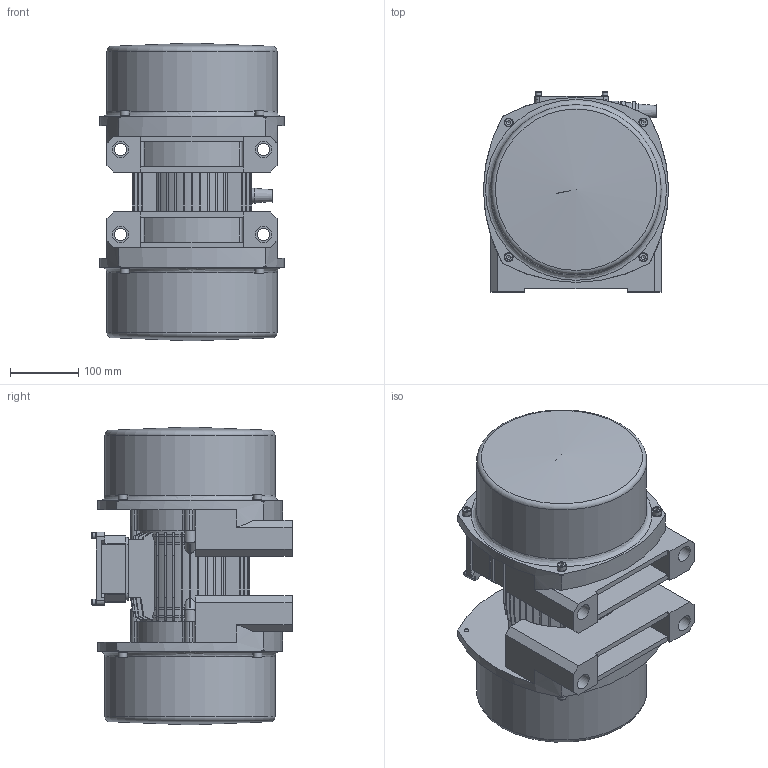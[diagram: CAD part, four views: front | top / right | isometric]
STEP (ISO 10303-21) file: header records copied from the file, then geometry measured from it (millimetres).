
FILE_DESCRIPTION((''),'2;1');
FILE_NAME('A52_L_438.stp','2020-07-22T13:09:31',('Doris'),(''),'Autodesk Inventor 2008','Autodesk Inventor 2008','');
FILE_SCHEMA(('AUTOMOTIVE_DESIGN { 1 0 10303 214 1 1 1 1 }'));
Length unit declared in the file: millimetre
Products named in the file (1): A52_L_438
Bounding box: 272 x 294.1 x 437.6 mm (x, y, z)
Volume: 7185070.8 mm3; surface area: 1605644.2 mm2
Topology: 32 solids, 45 shells, 2021 faces, 5116 edges, 3213 vertices
Faces by surface type: plane 892, cylinder 443, cone 320, bspline 217, torus 127, sphere 22
Full cylindrical faces by diameter (mm): 1 x2, 2.5 x2, 5 x8, 5.3 x4, 6 x8, 6.4 x8, 8 x8, 8.4 x8, 8.5 x8, 8.9 x8, 9 x4, 10 x8, 13 x16, 17.363 x2, 21 x1, 22 x1, 28.5 x1, 29 x1, 29.7 x1, 30.6 x2, 45 x2, 58.9 x4, 60 x2, 72 x4, 80 x1, 121 x2, 129 x2, 132 x2, 135 x1, 138 x2
Entity records: 62565 total; most frequent: CARTESIAN_POINT 15551, DIRECTION 9322, ORIENTED_EDGE 9162, EDGE_CURVE 4581, AXIS2_PLACEMENT_3D 3837, VERTEX_POINT 3047, EDGE_LOOP 2625, STYLED_ITEM 2053
